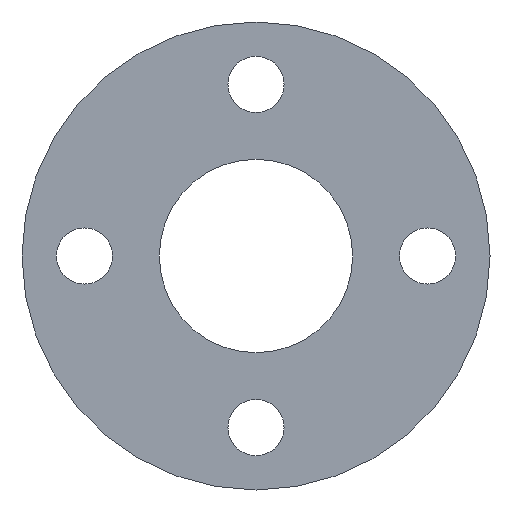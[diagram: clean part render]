
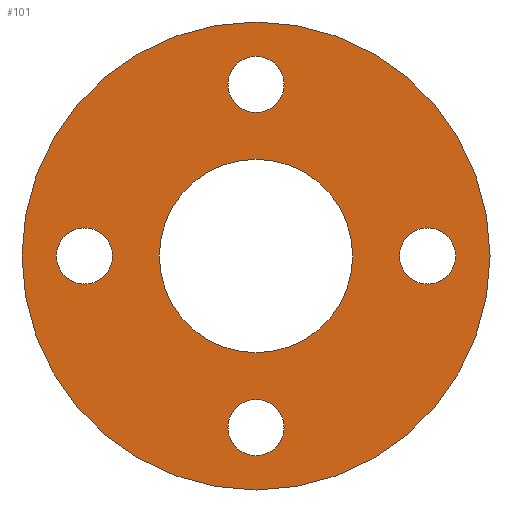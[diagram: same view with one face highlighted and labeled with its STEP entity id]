
A CAD part, left-side view. The second image highlights one B-rep face of the part: STEP entity #101.
In plain terms, the highlighted planar face has unit normal (-1, 0, 0).
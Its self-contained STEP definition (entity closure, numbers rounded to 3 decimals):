
#99 = EDGE_CURVE( '', #207, #227, #265, .T. );
#101 = ADVANCED_FACE( '', ( #267, #268, #269, #270, #271, #272 ), #273, .F. );
#105 = EDGE_CURVE( '', #167, #203, #283, .T. );
#113 = EDGE_CURVE( '', #141, #229, #292, .T. );
#131 = EDGE_CURVE( '', #195, #175, #314, .T. );
#141 = VERTEX_POINT( '', #324 );
#145 = EDGE_CURVE( '', #203, #167, #328, .T. );
#165 = VERTEX_POINT( '', #349 );
#167 = VERTEX_POINT( '', #351 );
#171 = VERTEX_POINT( '', #356 );
#175 = VERTEX_POINT( '', #360 );
#177 = VERTEX_POINT( '', #362 );
#185 = EDGE_CURVE( '', #213, #165, #371, .T. );
#187 = EDGE_CURVE( '', #229, #141, #373, .T. );
#195 = VERTEX_POINT( '', #381 );
#203 = VERTEX_POINT( '', #390 );
#207 = VERTEX_POINT( '', #394 );
#213 = VERTEX_POINT( '', #400 );
#219 = EDGE_CURVE( '', #171, #177, #408, .T. );
#221 = EDGE_CURVE( '', #165, #213, #410, .T. );
#223 = EDGE_CURVE( '', #175, #195, #412, .T. );
#227 = VERTEX_POINT( '', #416 );
#229 = VERTEX_POINT( '', #418 );
#237 = EDGE_CURVE( '', #177, #171, #426, .T. );
#245 = EDGE_CURVE( '', #227, #207, #435, .T. );
#265 = CIRCLE( '', #446, 9. );
#267 = FACE_BOUND( '', #448, .T. );
#268 = FACE_BOUND( '', #449, .T. );
#269 = FACE_BOUND( '', #450, .T. );
#270 = FACE_BOUND( '', #451, .T. );
#271 = FACE_OUTER_BOUND( '', #452, .T. );
#272 = FACE_BOUND( '', #453, .T. );
#273 = PLANE( '', #454 );
#283 = CIRCLE( '', #465, 9. );
#292 = CIRCLE( '', #479, 9. );
#314 = CIRCLE( '', #505, 9. );
#324 = CARTESIAN_POINT( '', ( 0., 46., 0. ) );
#328 = CIRCLE( '', #523, 9. );
#349 = CARTESIAN_POINT( '', ( 0., 0., 31. ) );
#351 = CARTESIAN_POINT( '', ( 0., -9., -55. ) );
#356 = CARTESIAN_POINT( '', ( 0., 0., -75. ) );
#360 = CARTESIAN_POINT( '', ( 0., -9., 55. ) );
#362 = CARTESIAN_POINT( '', ( 0., 0., 75. ) );
#371 = CIRCLE( '', #577, 31. );
#373 = CIRCLE( '', #580, 9. );
#381 = CARTESIAN_POINT( '', ( 0., 9., 55. ) );
#390 = CARTESIAN_POINT( '', ( 0., 9., -55. ) );
#394 = CARTESIAN_POINT( '', ( 0., -64., 0. ) );
#400 = CARTESIAN_POINT( '', ( 0., 0., -31. ) );
#408 = CIRCLE( '', #621, 75. );
#410 = CIRCLE( '', #624, 31. );
#412 = CIRCLE( '', #627, 9. );
#416 = CARTESIAN_POINT( '', ( 0., -46., 0. ) );
#418 = CARTESIAN_POINT( '', ( 0., 64., 0. ) );
#426 = CIRCLE( '', #648, 75. );
#435 = CIRCLE( '', #660, 9. );
#446 = AXIS2_PLACEMENT_3D( '', #666, #667, #668 );
#448 = EDGE_LOOP( '', ( #670, #671 ) );
#449 = EDGE_LOOP( '', ( #672, #673 ) );
#450 = EDGE_LOOP( '', ( #674, #675 ) );
#451 = EDGE_LOOP( '', ( #676, #677 ) );
#452 = EDGE_LOOP( '', ( #678, #679 ) );
#453 = EDGE_LOOP( '', ( #680, #681 ) );
#454 = AXIS2_PLACEMENT_3D( '', #682, #683, #684 );
#465 = AXIS2_PLACEMENT_3D( '', #701, #702, #703 );
#479 = AXIS2_PLACEMENT_3D( '', #714, #715, #716 );
#505 = AXIS2_PLACEMENT_3D( '', #753, #754, #755 );
#523 = AXIS2_PLACEMENT_3D( '', #765, #766, #767 );
#577 = AXIS2_PLACEMENT_3D( '', #807, #808, #809 );
#580 = AXIS2_PLACEMENT_3D( '', #810, #811, #812 );
#621 = AXIS2_PLACEMENT_3D( '', #851, #852, #853 );
#624 = AXIS2_PLACEMENT_3D( '', #854, #855, #856 );
#627 = AXIS2_PLACEMENT_3D( '', #857, #858, #859 );
#648 = AXIS2_PLACEMENT_3D( '', #863, #864, #865 );
#660 = AXIS2_PLACEMENT_3D( '', #875, #876, #877 );
#666 = CARTESIAN_POINT( '', ( 0., -55., 0. ) );
#667 = DIRECTION( '', ( 1., 0., 0. ) );
#668 = DIRECTION( '', ( 0., 1., 0. ) );
#670 = ORIENTED_EDGE( '', *, *, #145, .T. );
#671 = ORIENTED_EDGE( '', *, *, #105, .T. );
#672 = ORIENTED_EDGE( '', *, *, #245, .T. );
#673 = ORIENTED_EDGE( '', *, *, #99, .T. );
#674 = ORIENTED_EDGE( '', *, *, #131, .T. );
#675 = ORIENTED_EDGE( '', *, *, #223, .T. );
#676 = ORIENTED_EDGE( '', *, *, #187, .T. );
#677 = ORIENTED_EDGE( '', *, *, #113, .T. );
#678 = ORIENTED_EDGE( '', *, *, #219, .F. );
#679 = ORIENTED_EDGE( '', *, *, #237, .F. );
#680 = ORIENTED_EDGE( '', *, *, #185, .T. );
#681 = ORIENTED_EDGE( '', *, *, #221, .T. );
#682 = CARTESIAN_POINT( '', ( 0., 0., 0. ) );
#683 = DIRECTION( '', ( 1., 0., 0. ) );
#684 = DIRECTION( '', ( 0., 0., -1. ) );
#701 = CARTESIAN_POINT( '', ( 0., 0., -55. ) );
#702 = DIRECTION( '', ( 1., 0., 0. ) );
#703 = DIRECTION( '', ( 0., 1., 0. ) );
#714 = CARTESIAN_POINT( '', ( 0., 55., 0. ) );
#715 = DIRECTION( '', ( 1., 0., 0. ) );
#716 = DIRECTION( '', ( 0., 1., 0. ) );
#753 = CARTESIAN_POINT( '', ( 0., 0., 55. ) );
#754 = DIRECTION( '', ( 1., 0., 0. ) );
#755 = DIRECTION( '', ( 0., 1., 0. ) );
#765 = CARTESIAN_POINT( '', ( 0., 0., -55. ) );
#766 = DIRECTION( '', ( 1., 0., 0. ) );
#767 = DIRECTION( '', ( 0., 1., 0. ) );
#807 = CARTESIAN_POINT( '', ( 0., 0., 0. ) );
#808 = DIRECTION( '', ( 1., 0., 0. ) );
#809 = DIRECTION( '', ( 0., 0., -1. ) );
#810 = CARTESIAN_POINT( '', ( 0., 55., 0. ) );
#811 = DIRECTION( '', ( 1., 0., 0. ) );
#812 = DIRECTION( '', ( 0., 1., 0. ) );
#851 = CARTESIAN_POINT( '', ( 0., 0., 0. ) );
#852 = DIRECTION( '', ( 1., 0., 0. ) );
#853 = DIRECTION( '', ( 0., 0., -1. ) );
#854 = CARTESIAN_POINT( '', ( 0., 0., 0. ) );
#855 = DIRECTION( '', ( 1., 0., 0. ) );
#856 = DIRECTION( '', ( 0., 0., -1. ) );
#857 = CARTESIAN_POINT( '', ( 0., 0., 55. ) );
#858 = DIRECTION( '', ( 1., 0., 0. ) );
#859 = DIRECTION( '', ( 0., 1., 0. ) );
#863 = CARTESIAN_POINT( '', ( 0., 0., 0. ) );
#864 = DIRECTION( '', ( 1., 0., 0. ) );
#865 = DIRECTION( '', ( 0., 0., -1. ) );
#875 = CARTESIAN_POINT( '', ( 0., -55., 0. ) );
#876 = DIRECTION( '', ( 1., 0., 0. ) );
#877 = DIRECTION( '', ( 0., 1., 0. ) );
